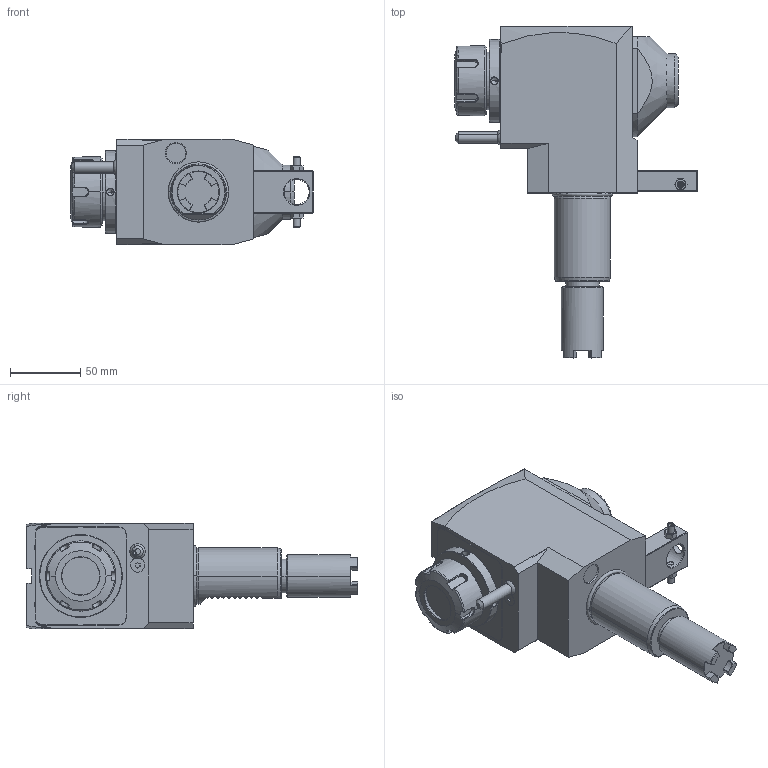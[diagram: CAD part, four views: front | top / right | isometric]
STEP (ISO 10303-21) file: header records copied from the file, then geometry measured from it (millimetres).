
FILE_DESCRIPTION((''),'2;1');
FILE_NAME('NGT1_40_251_32_3_2_80BS','2022-02-15T',('vali'),('NOVA GRUP'),'PRO/ENGINEER BY PARAMETRIC TECHNOLOGY CORPORATION, 2010280','PRO/ENGINEER BY PARAMETRIC TECHNOLOGY CORPORATION, 2010280','');
FILE_SCHEMA(('CONFIG_CONTROL_DESIGN'));
Length unit declared in the file: millimetre
Products named in the file (1): NGT1_40_251_32_3_2_80BS
Bounding box: 173.1 x 236.55 x 75 mm (x, y, z)
Volume: 1061495.6 mm3; surface area: 87165.9 mm2
Topology: 1 solids, 1 shells, 484 faces, 1251 edges, 775 vertices
Faces by surface type: plane 239, cylinder 99, cone 89, bspline 42, torus 13, sphere 2
Entity records: 19657 total; most frequent: CARTESIAN_POINT 8560, ORIENTED_EDGE 2462, DIRECTION 2019, EDGE_CURVE 1231, VERTEX_POINT 775, AXIS2_PLACEMENT_3D 686, VECTOR 647, LINE 647
